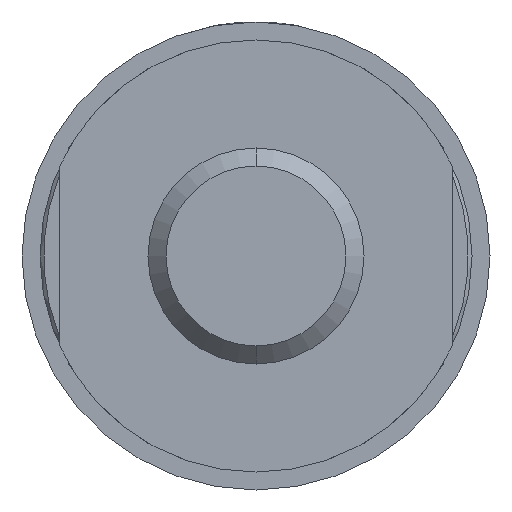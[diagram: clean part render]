
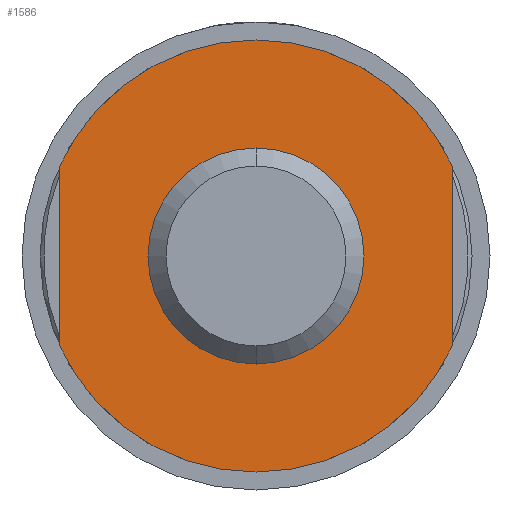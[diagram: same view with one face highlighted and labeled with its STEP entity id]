
A CAD part, front view. The second image highlights one B-rep face of the part: STEP entity #1586.
In plain terms, the highlighted planar face has unit normal (0, -1, 0).
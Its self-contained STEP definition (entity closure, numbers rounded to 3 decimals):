
#66 = AXIS2_PLACEMENT_3D ( 'NONE', #3356, #4052, #1769 ) ;
#150 = ORIENTED_EDGE ( 'NONE', *, *, #1464, .T. ) ;
#173 = EDGE_LOOP ( 'NONE', ( #867, #2646 ) ) ;
#230 = CARTESIAN_POINT ( 'NONE',  ( 5.47, -52.5, 2.466 ) ) ;
#297 = LINE ( 'NONE', #2151, #1049 ) ;
#377 = CARTESIAN_POINT ( 'NONE',  ( 5.47, -52.5, -2.466 ) ) ;
#543 = EDGE_CURVE ( 'Defeature ausgef�hrt2_15+Defeature ausgef�hrt2_9+Defeature ausgef�hrt2_13+Defeature ausgef�hrt2_11', #1627, #4162, #2931, .T. ) ;
#673 = DIRECTION ( 'NONE',  ( 0., 1., 0. ) ) ;
#765 = ORIENTED_EDGE ( 'NONE', *, *, #543, .F. ) ;
#867 = ORIENTED_EDGE ( 'NONE', *, *, #3409, .T. ) ;
#895 = EDGE_CURVE ( 'Defeature ausgef�hrt2_14+Defeature ausgef�hrt2_9+Defeature ausgef�hrt2_11+Defeature ausgef�hrt2_13', #1845, #2437, #2638, .T. ) ;
#927 = DIRECTION ( 'NONE',  ( 0., 0., 1. ) ) ;
#1049 = VECTOR ( 'NONE', #3066, 1000. ) ;
#1084 = VERTEX_POINT ( 'NONE', #2071 ) ;
#1101 = CARTESIAN_POINT ( 'NONE',  ( 0., -52.5, 0. ) ) ;
#1148 = DIRECTION ( 'NONE',  ( 0., 0., 1. ) ) ;
#1228 = CIRCLE ( 'NONE', #66, 3. ) ;
#1329 = CARTESIAN_POINT ( 'NONE',  ( 0., -52.5, 0. ) ) ;
#1356 = AXIS2_PLACEMENT_3D ( 'NONE', #1329, #673, #3246 ) ;
#1464 = EDGE_CURVE ( 'Defeature ausgef�hrt2_9+Defeature ausgef�hrt2_11+Defeature ausgef�hrt2_14+Defeature ausgef�hrt2_15', #1845, #4162, #3823, .T. ) ;
#1543 = DIRECTION ( 'NONE',  ( 0., 0., 1. ) ) ;
#1586 = ADVANCED_FACE ( 'Defeature ausgef�hrt2_9', ( #1661, #2418 ), #2565, .F. ) ;
#1587 = DIRECTION ( 'NONE',  ( 0., 0., 1. ) ) ;
#1627 = VERTEX_POINT ( 'NONE', #3498 ) ;
#1661 = FACE_OUTER_BOUND ( 'NONE', #3024, .T. ) ;
#1663 = AXIS2_PLACEMENT_3D ( 'NONE', #1890, #3549, #927 ) ;
#1676 = AXIS2_PLACEMENT_3D ( 'NONE', #3163, #2538, #1587 ) ;
#1769 = DIRECTION ( 'NONE',  ( 0., 0., 1. ) ) ;
#1845 = VERTEX_POINT ( 'NONE', #377 ) ;
#1890 = CARTESIAN_POINT ( 'NONE',  ( 0., -52.5, 0. ) ) ;
#2071 = CARTESIAN_POINT ( 'NONE',  ( 0., -52.5, 3. ) ) ;
#2116 = VERTEX_POINT ( 'NONE', #2663 ) ;
#2132 = CARTESIAN_POINT ( 'NONE',  ( 5.47, -52.5, -5. ) ) ;
#2146 = ORIENTED_EDGE ( 'NONE', *, *, #2206, .F. ) ;
#2151 = CARTESIAN_POINT ( 'NONE',  ( -5.47, -52.5, 5. ) ) ;
#2206 = EDGE_CURVE ( 'Defeature ausgef�hrt2_15+Defeature ausgef�hrt2_9+Defeature ausgef�hrt2_13+Defeature ausgef�hrt2_11', #2235, #1627, #2461, .T. ) ;
#2235 = VERTEX_POINT ( 'NONE', #3986 ) ;
#2418 = FACE_BOUND ( 'NONE', #173, .T. ) ;
#2437 = VERTEX_POINT ( 'NONE', #2532 ) ;
#2461 = CIRCLE ( 'NONE', #3250, 6. ) ;
#2531 = CARTESIAN_POINT ( 'NONE',  ( 0., -52.5, 0. ) ) ;
#2532 = CARTESIAN_POINT ( 'NONE',  ( -5.47, -52.5, -2.466 ) ) ;
#2538 = DIRECTION ( 'NONE',  ( 0., 1., 0. ) ) ;
#2565 = PLANE ( 'NONE',  #1676 ) ;
#2638 = CIRCLE ( 'NONE', #1356, 6. ) ;
#2646 = ORIENTED_EDGE ( 'NONE', *, *, #4139, .T. ) ;
#2663 = CARTESIAN_POINT ( 'NONE',  ( 0., -52.5, -3. ) ) ;
#2710 = ORIENTED_EDGE ( 'NONE', *, *, #895, .F. ) ;
#2727 = AXIS2_PLACEMENT_3D ( 'NONE', #2531, #2858, #3127 ) ;
#2774 = EDGE_CURVE ( 'Defeature ausgef�hrt2_9+Defeature ausgef�hrt2_13+Defeature ausgef�hrt2_15+Defeature ausgef�hrt2_14', #2235, #2437, #297, .T. ) ;
#2858 = DIRECTION ( 'NONE',  ( 0., 1., 0. ) ) ;
#2931 = CIRCLE ( 'NONE', #2727, 6. ) ;
#3024 = EDGE_LOOP ( 'NONE', ( #2146, #3983, #2710, #150, #765 ) ) ;
#3066 = DIRECTION ( 'NONE',  ( 0., 0., -1. ) ) ;
#3127 = DIRECTION ( 'NONE',  ( 0., 0., 1. ) ) ;
#3163 = CARTESIAN_POINT ( 'NONE',  ( 3., -52.5, 0. ) ) ;
#3246 = DIRECTION ( 'NONE',  ( 0., 0., 1. ) ) ;
#3250 = AXIS2_PLACEMENT_3D ( 'NONE', #1101, #3338, #1148 ) ;
#3338 = DIRECTION ( 'NONE',  ( 0., 1., 0. ) ) ;
#3356 = CARTESIAN_POINT ( 'NONE',  ( 0., -52.5, 0. ) ) ;
#3409 = EDGE_CURVE ( 'Defeature ausgef�hrt2_9+Defeature ausgef�hrt2_2+Defeature ausgef�hrt2_2+Defeature ausgef�hrt2_2', #1084, #2116, #3889, .T. ) ;
#3458 = VECTOR ( 'NONE', #1543, 1000. ) ;
#3498 = CARTESIAN_POINT ( 'NONE',  ( 0., -52.5, 6. ) ) ;
#3549 = DIRECTION ( 'NONE',  ( 0., 1., 0. ) ) ;
#3823 = LINE ( 'NONE', #2132, #3458 ) ;
#3889 = CIRCLE ( 'NONE', #1663, 3. ) ;
#3983 = ORIENTED_EDGE ( 'NONE', *, *, #2774, .T. ) ;
#3986 = CARTESIAN_POINT ( 'NONE',  ( -5.47, -52.5, 2.466 ) ) ;
#4052 = DIRECTION ( 'NONE',  ( 0., 1., 0. ) ) ;
#4139 = EDGE_CURVE ( 'Defeature ausgef�hrt2_9+Defeature ausgef�hrt2_2+Defeature ausgef�hrt2_2+Defeature ausgef�hrt2_2', #2116, #1084, #1228, .T. ) ;
#4162 = VERTEX_POINT ( 'NONE', #230 ) ;
